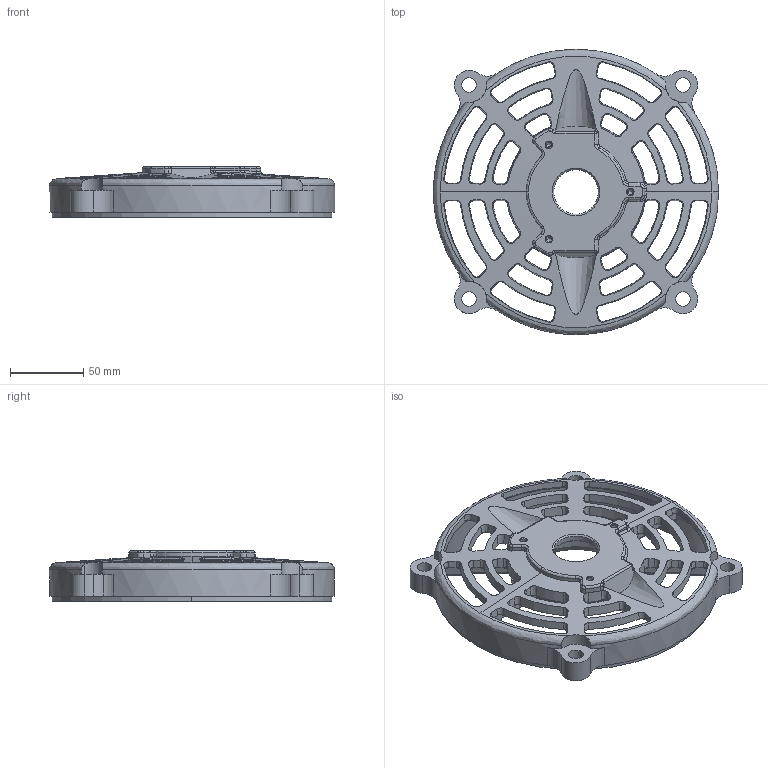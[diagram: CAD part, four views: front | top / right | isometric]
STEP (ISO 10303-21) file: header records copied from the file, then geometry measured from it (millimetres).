
FILE_DESCRIPTION (( 'STEP AP214' ), '1' );
FILE_NAME ('MTADP-DEB-180.STEP', '2020-07-08T13:55:41', ( '' ), ( '' ), 'SwSTEP 2.0', 'SolidWorks 2017', '' );
FILE_SCHEMA (( 'AUTOMOTIVE_DESIGN' ));
Length unit declared in the file: inch
Products named in the file (1): MTADP-DEB-180
Bounding box: 195 x 195 x 34.5 mm (x, y, z)
Volume: 263126.1 mm3; surface area: 96978.9 mm2
Topology: 1 solids, 1 shells, 701 faces, 1886 edges, 1146 vertices
Faces by surface type: cone 203, bspline 167, plane 140, cylinder 138, torus 53
Entity records: 28747 total; most frequent: CARTESIAN_POINT 12323, ORIENTED_EDGE 3732, DIRECTION 3133, EDGE_CURVE 1866, AXIS2_PLACEMENT_3D 1287, VERTEX_POINT 1146, CIRCLE 752, EDGE_LOOP 744
